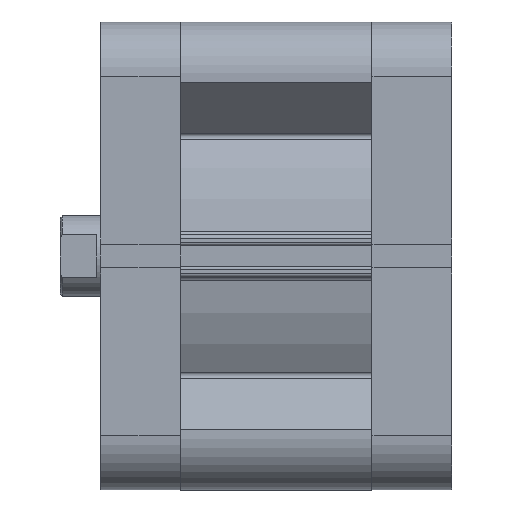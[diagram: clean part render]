
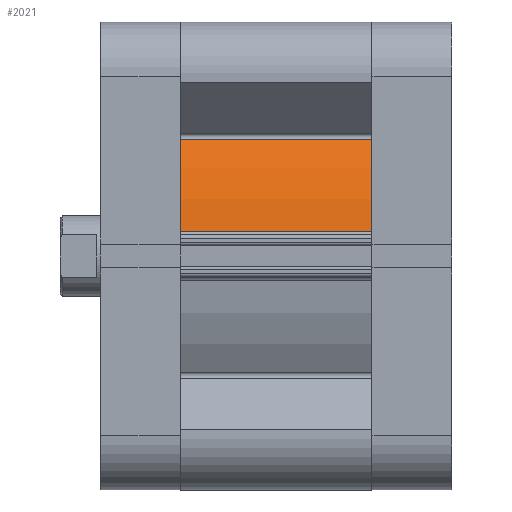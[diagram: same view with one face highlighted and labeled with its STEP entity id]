
A CAD part, front view. The second image highlights one B-rep face of the part: STEP entity #2021.
In plain terms, the highlighted cylindrical face has radius 53.5 mm (diameter 107 mm), a partial arc.
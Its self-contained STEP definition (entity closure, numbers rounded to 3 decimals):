
#74 = AXIS2_PLACEMENT_3D ( 'NONE', #8095, #8096, #8097 ) ;
#81 = AXIS2_PLACEMENT_3D ( 'NONE', #8121, #8123, #8124 ) ;
#326 = EDGE_LOOP ( 'NONE', ( #581, #551, #550, #552 ) ) ;
#550 = ORIENTED_EDGE ( 'NONE', *, *, #10121, .F. ) ;
#551 = ORIENTED_EDGE ( 'NONE', *, *, #10130, .T. ) ;
#552 = ORIENTED_EDGE ( 'NONE', *, *, #10132, .T. ) ;
#581 = ORIENTED_EDGE ( 'NONE', *, *, #10131, .T. ) ;
#2021 = ADVANCED_FACE ( 'NONE', ( #5371 ), #5379, .T. ) ;
#4063 = VERTEX_POINT ( 'NONE', #7399 ) ;
#4064 = VERTEX_POINT ( 'NONE', #7400 ) ;
#4065 = VERTEX_POINT ( 'NONE', #7401 ) ;
#4066 = VERTEX_POINT ( 'NONE', #7402 ) ;
#4785 = DIRECTION ( 'NONE',  ( -1., 0., 0. ) ) ;
#4786 = DIRECTION ( 'NONE',  ( 0., 0., -1. ) ) ;
#4787 = CARTESIAN_POINT ( 'NONE',  ( 0., 0., 47.5 ) ) ;
#5371 = FACE_OUTER_BOUND ( 'NONE', #326, .T. ) ;
#5379 = CYLINDRICAL_SURFACE ( 'NONE', #10780, 53.5 ) ;
#7399 = CARTESIAN_POINT ( 'NONE',  ( 6.135, -53.147, 0. ) ) ;
#7400 = CARTESIAN_POINT ( 'NONE',  ( 28.996, -44.961, 0. ) ) ;
#7401 = CARTESIAN_POINT ( 'NONE',  ( 28.996, -44.961, 47.5 ) ) ;
#7402 = CARTESIAN_POINT ( 'NONE',  ( 6.135, -53.147, 47.5 ) ) ;
#8095 = CARTESIAN_POINT ( 'NONE',  ( 0., 0., 47.5 ) ) ;
#8096 = DIRECTION ( 'NONE',  ( 0., 0., 1. ) ) ;
#8097 = DIRECTION ( 'NONE',  ( 1., 0., 0. ) ) ;
#8112 = CARTESIAN_POINT ( 'NONE',  ( 28.996, -44.961, 47.5 ) ) ;
#8120 = DIRECTION ( 'NONE',  ( 0., 0., 1. ) ) ;
#8121 = CARTESIAN_POINT ( 'NONE',  ( 0., 0., 0. ) ) ;
#8123 = DIRECTION ( 'NONE',  ( 0., 0., 1. ) ) ;
#8124 = DIRECTION ( 'NONE',  ( 1., 0., 0. ) ) ;
#8125 = CARTESIAN_POINT ( 'NONE',  ( 6.135, -53.147, 47.5 ) ) ;
#8126 = DIRECTION ( 'NONE',  ( 0., 0., -1. ) ) ;
#8874 = CIRCLE ( 'NONE', #74, 53.5 ) ;
#8877 = VECTOR ( 'NONE', #8120, 1000. ) ;
#8882 = LINE ( 'NONE', #8125, #8884 ) ;
#8884 = VECTOR ( 'NONE', #8126, 1000. ) ;
#8885 = LINE ( 'NONE', #8112, #8877 ) ;
#8890 = CIRCLE ( 'NONE', #81, 53.5 ) ;
#10121 = EDGE_CURVE ( 'NONE', #4066, #4065, #8874, .T. ) ;
#10130 = EDGE_CURVE ( 'NONE', #4064, #4065, #8885, .T. ) ;
#10131 = EDGE_CURVE ( 'NONE', #4063, #4064, #8890, .T. ) ;
#10132 = EDGE_CURVE ( 'NONE', #4066, #4063, #8882, .T. ) ;
#10780 = AXIS2_PLACEMENT_3D ( 'NONE', #4787, #4786, #4785 ) ;
